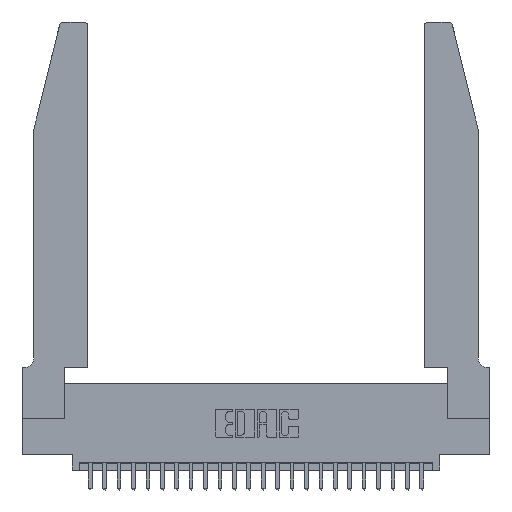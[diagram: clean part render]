
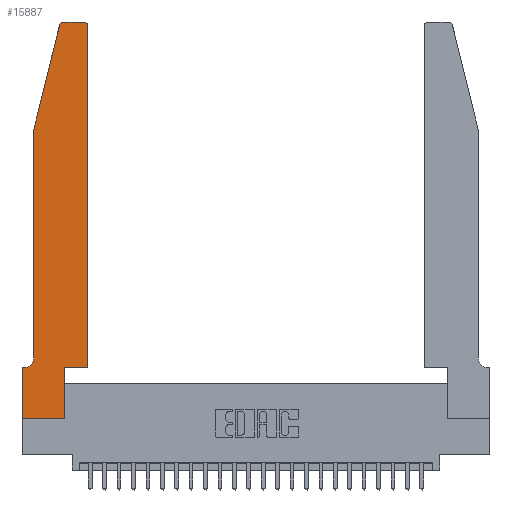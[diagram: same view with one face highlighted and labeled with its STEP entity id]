
A CAD part, top view. The second image highlights one B-rep face of the part: STEP entity #15887.
In plain terms, the highlighted planar face has unit normal (0, 0, 1).
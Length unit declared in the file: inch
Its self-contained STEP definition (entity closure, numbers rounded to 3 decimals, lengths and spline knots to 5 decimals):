
#508 = AXIS2_PLACEMENT_3D ( 'NONE', #5202, #4918, #11142 ) ;
#566 = DIRECTION ( 'NONE',  ( 1., 0., 0. ) ) ;
#894 = ORIENTED_EDGE ( 'NONE', *, *, #1620, .T. ) ;
#1056 = VECTOR ( 'NONE', #2610, 39.37008 ) ;
#1158 = LINE ( 'NONE', #16796, #24288 ) ;
#1240 = CARTESIAN_POINT ( 'NONE',  ( 0.0755, 2., 0.37 ) ) ;
#1334 = VERTEX_POINT ( 'NONE', #9721 ) ;
#1620 = EDGE_CURVE ( 'NONE', #8021, #15272, #24722, .T. ) ;
#1662 = VECTOR ( 'NONE', #15462, 39.37008 ) ;
#2018 = CARTESIAN_POINT ( 'NONE',  ( 0.4505, 0.35, 0.37 ) ) ;
#2428 = CARTESIAN_POINT ( 'NONE',  ( 0.284, 2.72, 0.37 ) ) ;
#2610 = DIRECTION ( 'NONE',  ( 1., 0., 0. ) ) ;
#3033 = VERTEX_POINT ( 'NONE', #11702 ) ;
#4213 = VERTEX_POINT ( 'NONE', #8255 ) ;
#4773 = CARTESIAN_POINT ( 'NONE',  ( 0., 0.35, 0.37 ) ) ;
#4918 = DIRECTION ( 'NONE',  ( 0., 0., 1. ) ) ;
#4947 = CARTESIAN_POINT ( 'NONE',  ( 0.0055, 0.35, 0.37 ) ) ;
#5202 = CARTESIAN_POINT ( 'NONE',  ( 0.4205, 2.72, 0.37 ) ) ;
#5293 = DIRECTION ( 'NONE',  ( -1., 0., 0. ) ) ;
#5314 = ORIENTED_EDGE ( 'NONE', *, *, #5685, .T. ) ;
#5562 = ORIENTED_EDGE ( 'NONE', *, *, #21217, .T. ) ;
#5685 = EDGE_CURVE ( 'NONE', #15272, #4213, #14335, .T. ) ;
#5754 = EDGE_CURVE ( 'NONE', #5856, #1334, #22925, .T. ) ;
#5856 = VERTEX_POINT ( 'NONE', #19600 ) ;
#6450 = DIRECTION ( 'NONE',  ( 0., -1., 0. ) ) ;
#6468 = LINE ( 'NONE', #8390, #1056 ) ;
#6481 = VERTEX_POINT ( 'NONE', #14905 ) ;
#7094 = VERTEX_POINT ( 'NONE', #25192 ) ;
#7285 = EDGE_CURVE ( 'NONE', #25254, #12705, #18107, .T. ) ;
#7385 = DIRECTION ( 'NONE',  ( 0., 1., 0. ) ) ;
#8021 = VERTEX_POINT ( 'NONE', #13230 ) ;
#8255 = CARTESIAN_POINT ( 'NONE',  ( 0.4505, 2.72, 0.37 ) ) ;
#8390 = CARTESIAN_POINT ( 'NONE',  ( 0., 0., 0.37 ) ) ;
#8868 = VECTOR ( 'NONE', #16334, 39.37008 ) ;
#9235 = VECTOR ( 'NONE', #10174, 39.37008 ) ;
#9277 = EDGE_CURVE ( 'NONE', #3033, #11286, #24411, .T. ) ;
#9311 = CARTESIAN_POINT ( 'NONE',  ( 0.2605, 2.75, 0.37 ) ) ;
#9721 = CARTESIAN_POINT ( 'NONE',  ( 0.0755, 2., 0.37 ) ) ;
#9957 = EDGE_CURVE ( 'NONE', #6481, #8021, #24983, .T. ) ;
#10174 = DIRECTION ( 'NONE',  ( 1., 0., 0. ) ) ;
#10385 = EDGE_CURVE ( 'NONE', #4213, #19966, #15860, .T. ) ;
#10555 = ORIENTED_EDGE ( 'NONE', *, *, #9277, .T. ) ;
#11142 = DIRECTION ( 'NONE',  ( 1., 0., 0. ) ) ;
#11286 = VERTEX_POINT ( 'NONE', #21646 ) ;
#11312 = CARTESIAN_POINT ( 'NONE',  ( 0.4505, 0.35, 0.37 ) ) ;
#11638 = ORIENTED_EDGE ( 'NONE', *, *, #9957, .T. ) ;
#11681 = VECTOR ( 'NONE', #5293, 39.37008 ) ;
#11702 = CARTESIAN_POINT ( 'NONE',  ( 0., 0.35, 0.37 ) ) ;
#11855 = CIRCLE ( 'NONE', #23154, 0.03 ) ;
#12345 = AXIS2_PLACEMENT_3D ( 'NONE', #21102, #13022, #15087 ) ;
#12450 = ORIENTED_EDGE ( 'NONE', *, *, #26042, .T. ) ;
#12621 = DIRECTION ( 'NONE',  ( 0., 0., 1. ) ) ;
#12705 = VERTEX_POINT ( 'NONE', #4947 ) ;
#12882 = DIRECTION ( 'NONE',  ( 1., 0., 0. ) ) ;
#12906 = ORIENTED_EDGE ( 'NONE', *, *, #13919, .T. ) ;
#12922 = ORIENTED_EDGE ( 'NONE', *, *, #23581, .T. ) ;
#13022 = DIRECTION ( 'NONE',  ( 0., 0., -1. ) ) ;
#13088 = VECTOR ( 'NONE', #7385, 39.37008 ) ;
#13107 = CARTESIAN_POINT ( 'NONE',  ( 0.0755, 0.35, 0.37 ) ) ;
#13174 = FACE_OUTER_BOUND ( 'NONE', #13554, .T. ) ;
#13230 = CARTESIAN_POINT ( 'NONE',  ( 0.2865, 0.35, 0.37 ) ) ;
#13274 = LINE ( 'NONE', #9311, #11681 ) ;
#13554 = EDGE_LOOP ( 'NONE', ( #12450, #12906, #22114, #5562, #13579, #12922, #10555, #22855, #11638, #894, #5314, #18710 ) ) ;
#13579 = ORIENTED_EDGE ( 'NONE', *, *, #7285, .T. ) ;
#13919 = EDGE_CURVE ( 'NONE', #7094, #5856, #11855, .T. ) ;
#14110 = EDGE_CURVE ( 'NONE', #11286, #6481, #6468, .T. ) ;
#14335 = LINE ( 'NONE', #11312, #13088 ) ;
#14342 = VECTOR ( 'NONE', #23377, 39.37008 ) ;
#14473 = CARTESIAN_POINT ( 'NONE',  ( 0.0755, 0.42, 0.37 ) ) ;
#14905 = CARTESIAN_POINT ( 'NONE',  ( 0.2865, 0., 0.37 ) ) ;
#14947 = PLANE ( 'NONE',  #24335 ) ;
#15087 = DIRECTION ( 'NONE',  ( -1., 0., 0. ) ) ;
#15103 = CARTESIAN_POINT ( 'NONE',  ( 0.4205, 2.75, 0.37 ) ) ;
#15272 = VERTEX_POINT ( 'NONE', #20981 ) ;
#15358 = CARTESIAN_POINT ( 'NONE',  ( 0., 0., 0.37 ) ) ;
#15462 = DIRECTION ( 'NONE',  ( -0.239, -0.971, 0. ) ) ;
#15860 = CIRCLE ( 'NONE', #508, 0.03 ) ;
#15887 = ADVANCED_FACE ( 'NONE', ( #13174 ), #14947, .T. ) ;
#16334 = DIRECTION ( 'NONE',  ( 0., 1., 0. ) ) ;
#16796 = CARTESIAN_POINT ( 'NONE',  ( 0.0755, 2., 0.37 ) ) ;
#17380 = DIRECTION ( 'NONE',  ( 0., -1., 0. ) ) ;
#18107 = CIRCLE ( 'NONE', #12345, 0.07 ) ;
#18710 = ORIENTED_EDGE ( 'NONE', *, *, #10385, .T. ) ;
#18916 = DIRECTION ( 'NONE',  ( 0., 0., 1. ) ) ;
#19600 = CARTESIAN_POINT ( 'NONE',  ( 0.25487, 2.72718, 0.37 ) ) ;
#19762 = LINE ( 'NONE', #13107, #14342 ) ;
#19966 = VERTEX_POINT ( 'NONE', #15103 ) ;
#20271 = CARTESIAN_POINT ( 'NONE',  ( 0.2865, 0.35, 0.37 ) ) ;
#20981 = CARTESIAN_POINT ( 'NONE',  ( 0.4505, 0.35, 0.37 ) ) ;
#21102 = CARTESIAN_POINT ( 'NONE',  ( 0.0055, 0.42, 0.37 ) ) ;
#21217 = EDGE_CURVE ( 'NONE', #1334, #25254, #1158, .T. ) ;
#21646 = CARTESIAN_POINT ( 'NONE',  ( 0., 0., 0.37 ) ) ;
#22114 = ORIENTED_EDGE ( 'NONE', *, *, #5754, .T. ) ;
#22855 = ORIENTED_EDGE ( 'NONE', *, *, #14110, .T. ) ;
#22925 = LINE ( 'NONE', #1240, #1662 ) ;
#23154 = AXIS2_PLACEMENT_3D ( 'NONE', #2428, #12621, #566 ) ;
#23166 = VECTOR ( 'NONE', #17380, 39.37008 ) ;
#23377 = DIRECTION ( 'NONE',  ( -1., 0., 0. ) ) ;
#23581 = EDGE_CURVE ( 'NONE', #12705, #3033, #19762, .T. ) ;
#24288 = VECTOR ( 'NONE', #6450, 39.37008 ) ;
#24335 = AXIS2_PLACEMENT_3D ( 'NONE', #4773, #18916, #12882 ) ;
#24411 = LINE ( 'NONE', #15358, #23166 ) ;
#24722 = LINE ( 'NONE', #2018, #9235 ) ;
#24983 = LINE ( 'NONE', #20271, #8868 ) ;
#25192 = CARTESIAN_POINT ( 'NONE',  ( 0.284, 2.75, 0.37 ) ) ;
#25254 = VERTEX_POINT ( 'NONE', #14473 ) ;
#26042 = EDGE_CURVE ( 'NONE', #19966, #7094, #13274, .T. ) ;
